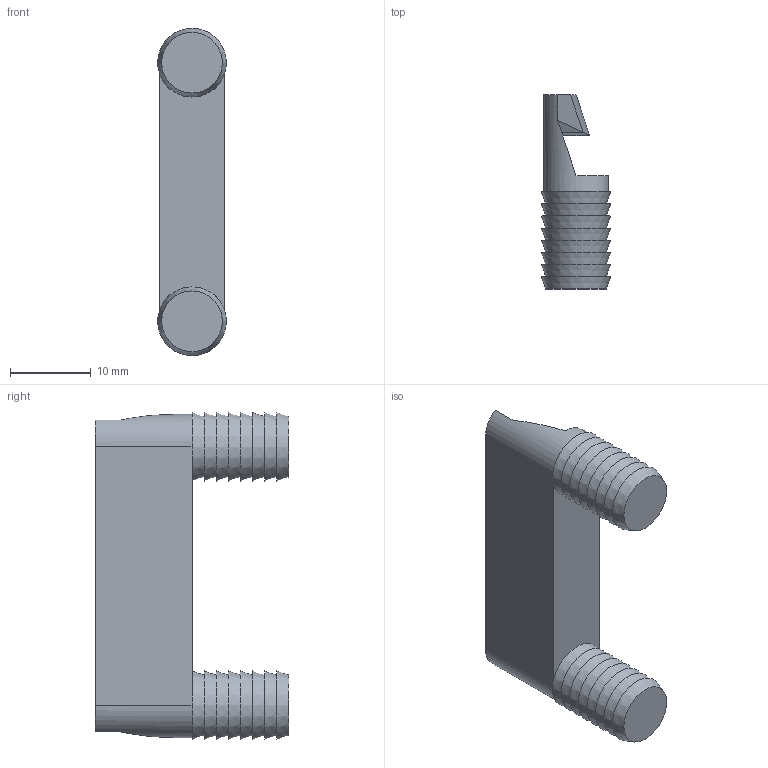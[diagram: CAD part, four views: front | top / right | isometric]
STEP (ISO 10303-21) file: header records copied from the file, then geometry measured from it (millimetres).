
FILE_DESCRIPTION(/* description */ (''),/* implementation_level */ '2;1');
FILE_NAME(/* name */ 'Haczyk 8.stp',/* time_stamp */ '2019-11-25T10:50:03+01:00',/* author */ ('user'),/* organization */ (''),/* preprocessor_version */ 'ST-DEVELOPER v16.5',/* originating_system */ 'Autodesk Inventor 2017',/* authorisation */ '');
FILE_SCHEMA (('AUTOMOTIVE_DESIGN { 1 0 10303 214 3 1 1 }'));
Length unit declared in the file: millimetre
Products named in the file (1): Haczyk
Bounding box: 8.5 x 24 x 40.5 mm (x, y, z)
Volume: 3200.1 mm3; surface area: 2504.1 mm2
Topology: 1 solids, 1 shells, 52 faces, 102 edges, 66 vertices
Faces by surface type: plane 30, cone 16, cylinder 6
Entity records: 1286 total; most frequent: DIRECTION 238, CARTESIAN_POINT 211, ORIENTED_EDGE 168, AXIS2_PLACEMENT_3D 103, EDGE_CURVE 84, EDGE_LOOP 82, VERTEX_POINT 64, FACE_OUTER_BOUND 52
